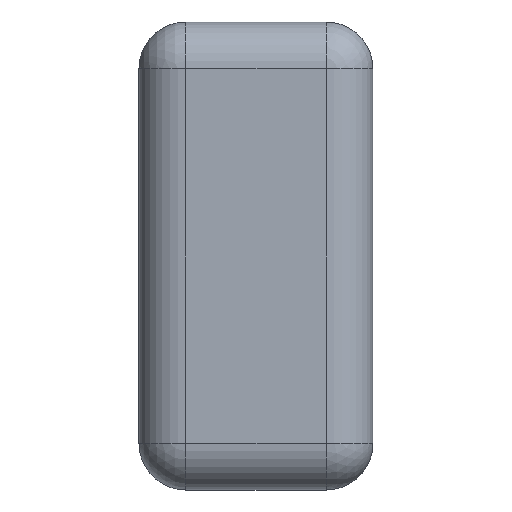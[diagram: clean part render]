
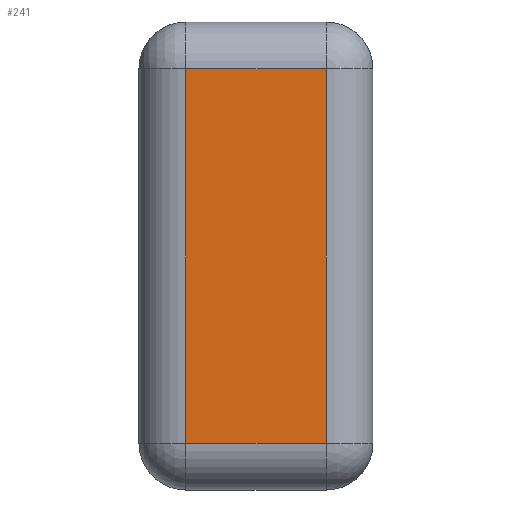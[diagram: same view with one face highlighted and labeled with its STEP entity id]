
A CAD part, left-side view. The second image highlights one B-rep face of the part: STEP entity #241.
In plain terms, the highlighted planar face has unit normal (-1, 0, 0).
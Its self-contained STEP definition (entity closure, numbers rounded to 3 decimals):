
#7 = CARTESIAN_POINT ( 'NONE',  ( -30.5, 1., -9. ) ) ;
#62 = CARTESIAN_POINT ( 'NONE',  ( -30.5, 4., -10. ) ) ;
#126 = VECTOR ( 'NONE', #206, 1000. ) ;
#132 = VERTEX_POINT ( 'NONE', #700 ) ;
#148 = CARTESIAN_POINT ( 'NONE',  ( -30.5, 5., 0. ) ) ;
#149 = CARTESIAN_POINT ( 'NONE',  ( -30.5, 1., -1. ) ) ;
#185 = LINE ( 'NONE', #434, #751 ) ;
#191 = DIRECTION ( 'NONE',  ( 0., 0., -1. ) ) ;
#194 = PLANE ( 'NONE',  #777 ) ;
#201 = ORIENTED_EDGE ( 'NONE', *, *, #705, .T. ) ;
#206 = DIRECTION ( 'NONE',  ( 0., 0., 1. ) ) ;
#241 = ADVANCED_FACE ( 'NONE', ( #383 ), #194, .F. ) ;
#283 = VECTOR ( 'NONE', #400, 1000. ) ;
#290 = VERTEX_POINT ( 'NONE', #7 ) ;
#331 = CARTESIAN_POINT ( 'NONE',  ( -30.5, 5., -9. ) ) ;
#370 = EDGE_CURVE ( 'NONE', #618, #132, #385, .T. ) ;
#383 = FACE_OUTER_BOUND ( 'NONE', #837, .T. ) ;
#385 = LINE ( 'NONE', #62, #589 ) ;
#400 = DIRECTION ( 'NONE',  ( 0., -1., 0. ) ) ;
#434 = CARTESIAN_POINT ( 'NONE',  ( -30.5, 5., -1. ) ) ;
#440 = DIRECTION ( 'NONE',  ( 0., 1., 0. ) ) ;
#517 = CARTESIAN_POINT ( 'NONE',  ( -30.5, 4., -1. ) ) ;
#538 = ORIENTED_EDGE ( 'NONE', *, *, #370, .T. ) ;
#575 = EDGE_CURVE ( 'NONE', #651, #618, #185, .T. ) ;
#585 = DIRECTION ( 'NONE',  ( 0., 0., -1. ) ) ;
#589 = VECTOR ( 'NONE', #585, 1000. ) ;
#604 = LINE ( 'NONE', #331, #283 ) ;
#618 = VERTEX_POINT ( 'NONE', #517 ) ;
#651 = VERTEX_POINT ( 'NONE', #149 ) ;
#656 = EDGE_CURVE ( 'NONE', #132, #290, #604, .T. ) ;
#700 = CARTESIAN_POINT ( 'NONE',  ( -30.5, 4., -9. ) ) ;
#705 = EDGE_CURVE ( 'NONE', #290, #651, #732, .T. ) ;
#707 = ORIENTED_EDGE ( 'NONE', *, *, #656, .T. ) ;
#731 = ORIENTED_EDGE ( 'NONE', *, *, #575, .T. ) ;
#732 = LINE ( 'NONE', #785, #126 ) ;
#751 = VECTOR ( 'NONE', #440, 1000. ) ;
#777 = AXIS2_PLACEMENT_3D ( 'NONE', #148, #781, #191 ) ;
#781 = DIRECTION ( 'NONE',  ( 1., 0., 0. ) ) ;
#785 = CARTESIAN_POINT ( 'NONE',  ( -30.5, 1., 0. ) ) ;
#837 = EDGE_LOOP ( 'NONE', ( #538, #707, #201, #731 ) ) ;
